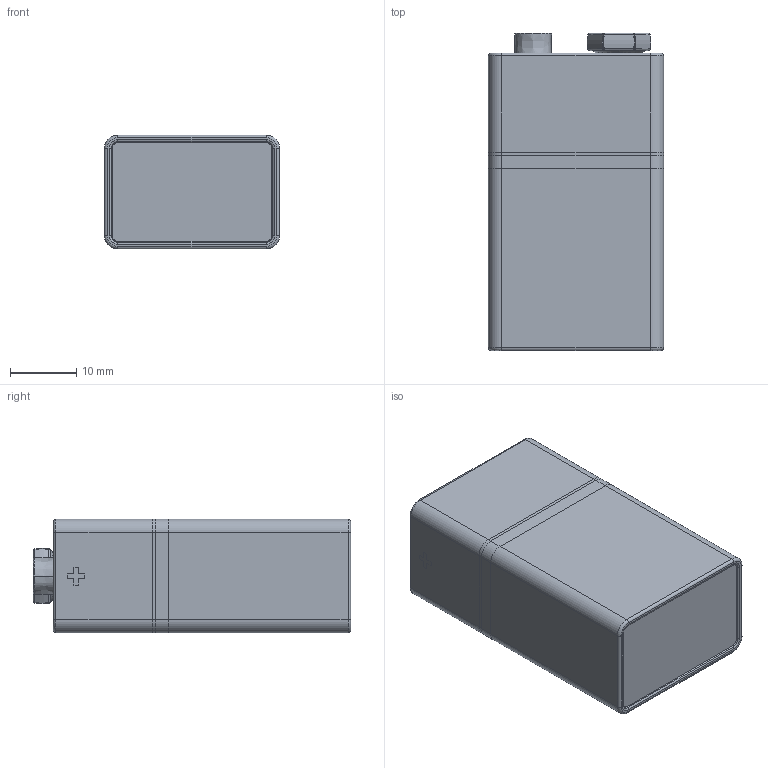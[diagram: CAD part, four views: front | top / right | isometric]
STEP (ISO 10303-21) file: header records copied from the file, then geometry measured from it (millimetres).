
FILE_DESCRIPTION (( 'STEP AP214' ), '1' );
FILE_NAME ('9V Battery.STEP', '2017-10-09T20:08:35', ( 'M.B.I.' ), ( '' ), 'SwSTEP 2.0', '', '' );
FILE_SCHEMA (( 'AUTOMOTIVE_DESIGN' ));
Length unit declared in the file: millimetre
Products named in the file (1): 9V Battery
Bounding box: 26.5 x 48 x 17.2 mm (x, y, z)
Volume: 20178.7 mm3; surface area: 5379.8 mm2
Topology: 3 solids, 3 shells, 295 faces, 769 edges, 488 vertices
Faces by surface type: cylinder 115, plane 110, torus 28, bspline 26, cone 16
Entity records: 9898 total; most frequent: CARTESIAN_POINT 2377, ORIENTED_EDGE 1530, DIRECTION 1343, EDGE_CURVE 765, VERTEX_POINT 488, AXIS2_PLACEMENT_3D 466, LINE 411, VECTOR 411
